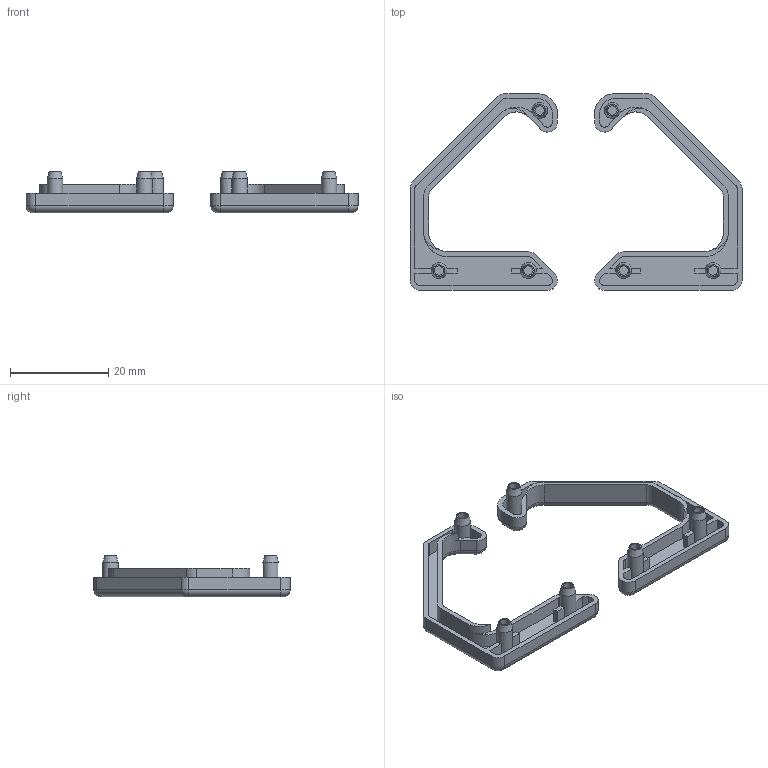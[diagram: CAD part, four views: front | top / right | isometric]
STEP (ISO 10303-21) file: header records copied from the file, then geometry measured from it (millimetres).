
FILE_DESCRIPTION (( 'STEP AP214' ), '1' );
FILE_NAME ('092021.STEP', '2013-03-21T18:41:30', ( '' ), ( '' ), 'SwSTEP 2.0', 'SolidWorks 2012', '' );
FILE_SCHEMA (( 'AUTOMOTIVE_DESIGN' ));
Length unit declared in the file: millimetre
Products named in the file (3): 092021r_Standard; 092021l_Standard; 092021
Assembly tree (2 placements, depth 2):
  092021
    092021l_Standard
    092021r_Standard
Bounding box: 67.6 x 40 x 8.5 mm (x, y, z)
Volume: 2076.7 mm3; surface area: 4838.7 mm2
Topology: 2 solids, 2 shells, 190 faces, 490 edges, 310 vertices
Faces by surface type: plane 88, cylinder 76, torus 20, cone 6
Full cylindrical faces by diameter (mm): 1.9 x6, 3.2 x6
Entity records: 6801 total; most frequent: DIRECTION 1052, CARTESIAN_POINT 965, ORIENTED_EDGE 932, EDGE_CURVE 466, AXIS2_PLACEMENT_3D 391, VERTEX_POINT 304, LINE 270, VECTOR 270
